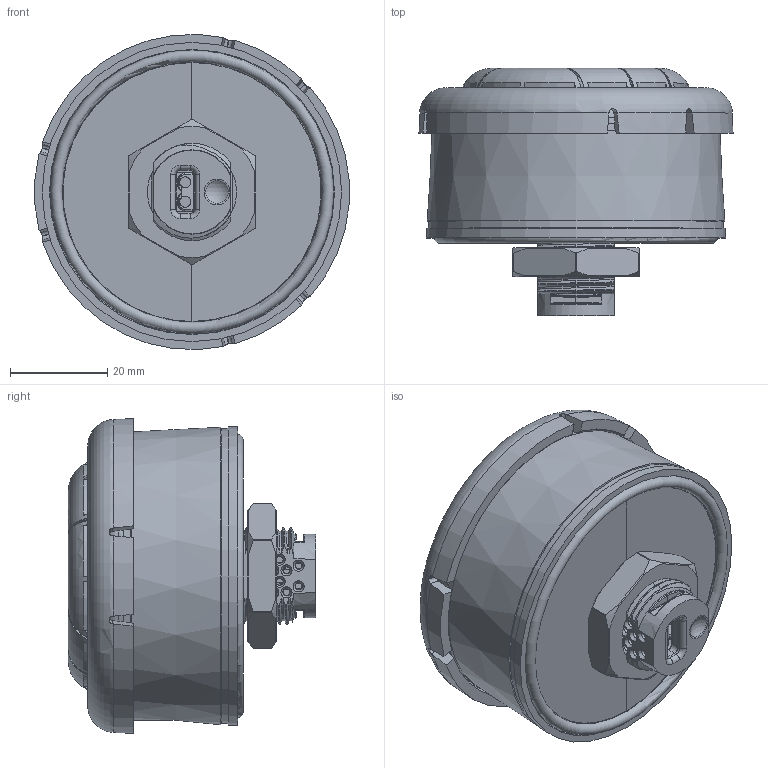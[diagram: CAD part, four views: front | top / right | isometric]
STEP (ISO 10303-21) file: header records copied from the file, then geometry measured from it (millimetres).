
FILE_DESCRIPTION(/* description */ (''),/* implementation_level */ '2;1');
FILE_NAME(/* name */ '9290 034 55600_EasyAir SNM212_Simplify_1.stp',/* time_stamp */ '2025-06-23T13:13:49+02:00',/* author */ ('plr01226'),/* organization */ (''),/* preprocessor_version */ 'ST-DEVELOPER v18.1',/* originating_system */ 'Autodesk Inventor 2022',/* authorisation */ '');
FILE_SCHEMA (('AUTOMOTIVE_DESIGN { 1 0 10303 214 3 1 1 }'));
Length unit declared in the file: millimetre
Products named in the file (1): 9290 034 55600_EasyAir SNM212_Simplify_1
Bounding box: 64.69 x 50.93 x 64.85 mm (x, y, z)
Volume: 36898.2 mm3; surface area: 38174.2 mm2
Topology: 3 solids, 3 shells, 1118 faces, 2984 edges, 1826 vertices
Faces by surface type: plane 426, cylinder 245, bspline 181, cone 140, torus 88, sphere 38
Full cylindrical faces by diameter (mm): 2.25 x2, 38.28 x1
Entity records: 60480 total; most frequent: CARTESIAN_POINT 32709, ORIENTED_EDGE 5900, DIRECTION 5271, EDGE_CURVE 2950, AXIS2_PLACEMENT_3D 1958, VERTEX_POINT 1826, LINE 1355, VECTOR 1355
